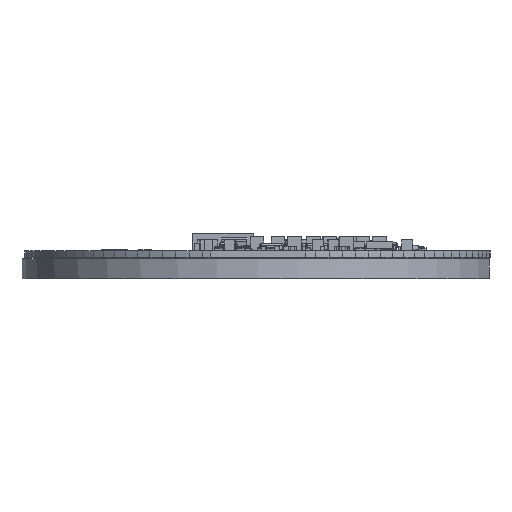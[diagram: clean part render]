
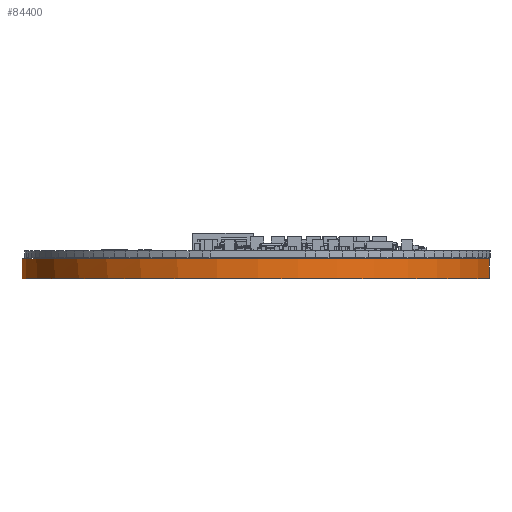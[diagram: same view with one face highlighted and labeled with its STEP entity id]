
A CAD part, front view. The second image highlights one B-rep face of the part: STEP entity #84400.
In plain terms, the highlighted cylindrical face has radius 27.12 mm (diameter 54.24 mm), a partial arc.
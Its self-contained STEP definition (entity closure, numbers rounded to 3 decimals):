
#84106=CARTESIAN_POINT('',(0.,0.,0.));
#84107=DIRECTION('',(0.,0.,1.));
#84108=DIRECTION('',(-0.191,0.982,0.));
#84109=AXIS2_PLACEMENT_3D('',#84106,#84107,#84108);
#84114=CARTESIAN_POINT('',(0.,0.,0.));
#84115=DIRECTION('',(0.,0.,1.));
#84116=DIRECTION('',(-1.,0.,0.));
#84117=AXIS2_PLACEMENT_3D('',#84114,#84115,#84116);
#84122=CARTESIAN_POINT('',(0.,0.,0.));
#84123=DIRECTION('',(0.,0.,1.));
#84124=DIRECTION('',(0.191,-0.982,0.));
#84125=AXIS2_PLACEMENT_3D('',#84122,#84123,#84124);
#84130=CARTESIAN_POINT('',(0.,0.,0.));
#84131=DIRECTION('',(0.,0.,1.));
#84132=DIRECTION('',(1.,0.,0.));
#84133=AXIS2_PLACEMENT_3D('',#84130,#84131,#84132);
#84191=DIRECTION('',(0.,0.,1.));
#84192=VECTOR('',#84191,2.3);
#84193=CARTESIAN_POINT('',(-5.175,26.622,0.));
#84194=LINE('',#84193,#84192);
#84198=DIRECTION('',(0.,0.,-1.));
#84199=VECTOR('',#84198,2.3);
#84200=CARTESIAN_POINT('',(5.175,26.622,2.3));
#84201=LINE('',#84200,#84199);
#84243=CARTESIAN_POINT('',(0.,0.,2.3));
#84244=DIRECTION('',(0.,0.,-1.));
#84245=DIRECTION('',(0.191,0.982,0.));
#84246=AXIS2_PLACEMENT_3D('',#84243,#84244,#84245);
#84251=CARTESIAN_POINT('',(0.,0.,2.3));
#84252=DIRECTION('',(0.,0.,-1.));
#84253=DIRECTION('',(1.,0.,0.));
#84254=AXIS2_PLACEMENT_3D('',#84251,#84252,#84253);
#84259=CARTESIAN_POINT('',(0.,0.,2.3));
#84260=DIRECTION('',(0.,0.,-1.));
#84261=DIRECTION('',(-1.,0.,0.));
#84262=AXIS2_PLACEMENT_3D('',#84259,#84260,#84261);
#84268=CARTESIAN_POINT('',(-5.175,26.622,0.));
#84270=VERTEX_POINT('',#84268);
#84271=CARTESIAN_POINT('',(-27.12,0.,0.));
#84272=VERTEX_POINT('',#84271);
#84273=CARTESIAN_POINT('',(5.175,-26.622,0.));
#84274=VERTEX_POINT('',#84273);
#84275=CARTESIAN_POINT('',(27.12,0.,0.));
#84276=VERTEX_POINT('',#84275);
#84277=CARTESIAN_POINT('',(5.175,26.622,0.));
#84278=VERTEX_POINT('',#84277);
#84289=CARTESIAN_POINT('',(-5.175,26.622,2.3));
#84290=VERTEX_POINT('',#84289);
#84297=CARTESIAN_POINT('',(5.175,26.622,2.3));
#84298=VERTEX_POINT('',#84297);
#84299=CARTESIAN_POINT('',(-27.12,0.,2.3));
#84300=VERTEX_POINT('',#84299);
#84301=CARTESIAN_POINT('',(27.12,0.,2.3));
#84302=VERTEX_POINT('',#84301);
#84381=CARTESIAN_POINT('',(0.,0.,0.));
#84382=DIRECTION('',(0.,0.,1.));
#84383=DIRECTION('',(1.,0.,0.));
#84384=AXIS2_PLACEMENT_3D('',#84381,#84382,#84383);
#84385=CYLINDRICAL_SURFACE('',#84384,27.12);
#84386=ORIENTED_EDGE('',*,*,#84316,.F.);
#84387=ORIENTED_EDGE('',*,*,#84314,.F.);
#84388=ORIENTED_EDGE('',*,*,#84312,.F.);
#84389=ORIENTED_EDGE('',*,*,#84310,.F.);
#84390=ORIENTED_EDGE('',*,*,#84341,.T.);
#84392=ORIENTED_EDGE('',*,*,#84391,.F.);
#84394=ORIENTED_EDGE('',*,*,#84393,.F.);
#84396=ORIENTED_EDGE('',*,*,#84395,.F.);
#84397=ORIENTED_EDGE('',*,*,#84373,.T.);
#84398=EDGE_LOOP('',(#84386,#84387,#84388,#84389,#84390,#84392,#84394,#84396,
#84397));
#84399=FACE_OUTER_BOUND('',#84398,.F.);
#84110=CIRCLE('',#84109,27.12);
#84118=CIRCLE('',#84117,27.12);
#84126=CIRCLE('',#84125,27.12);
#84134=CIRCLE('',#84133,27.12);
#84247=CIRCLE('',#84246,27.12);
#84255=CIRCLE('',#84254,27.12);
#84263=CIRCLE('',#84262,27.12);
#84310=EDGE_CURVE('',#84270,#84272,#84110,.T.);
#84312=EDGE_CURVE('',#84272,#84274,#84118,.T.);
#84314=EDGE_CURVE('',#84274,#84276,#84126,.T.);
#84316=EDGE_CURVE('',#84276,#84278,#84134,.T.);
#84341=EDGE_CURVE('',#84270,#84290,#84194,.T.);
#84373=EDGE_CURVE('',#84298,#84278,#84201,.T.);
#84391=EDGE_CURVE('',#84300,#84290,#84263,.T.);
#84393=EDGE_CURVE('',#84302,#84300,#84255,.T.);
#84395=EDGE_CURVE('',#84298,#84302,#84247,.T.);
#84400=ADVANCED_FACE('',(#84399),#84385,.T.);
